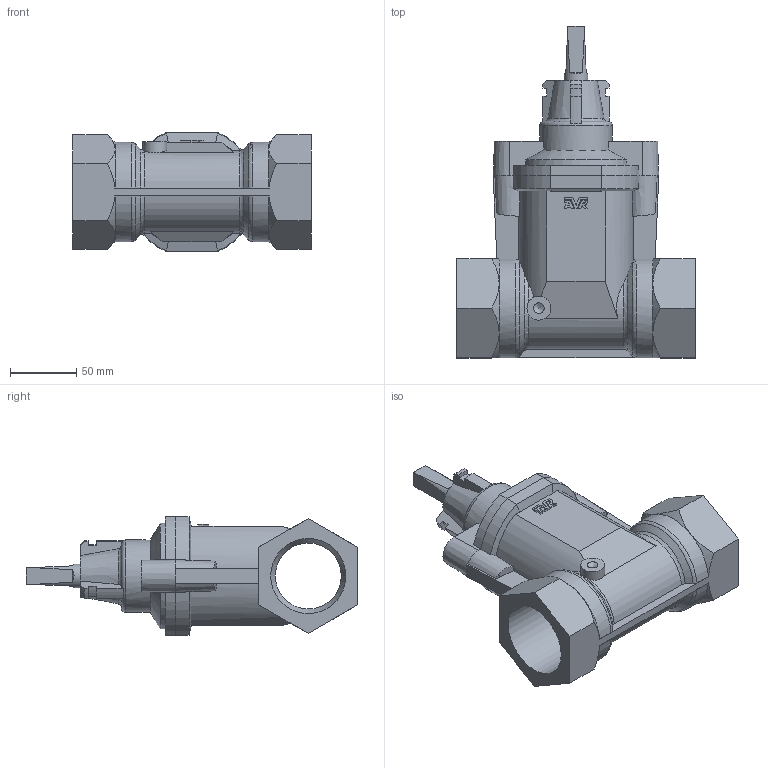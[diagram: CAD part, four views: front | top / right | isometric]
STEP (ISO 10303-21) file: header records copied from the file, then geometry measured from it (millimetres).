
FILE_DESCRIPTION (( 'STEP AP203' ), '1' );
FILE_NAME ('O_03_00_DN063_X0X_AA0.step', '2017-10-16T09:05:24', ( 'Windows User' ), ( 'AVK' ), 'SwSTEP 2.0', 'SolidWorks 2012', '' );
FILE_SCHEMA (( 'CONFIG_CONTROL_DESIGN' ));
Length unit declared in the file: millimetre
Products named in the file (1): O_03_00_DN063_X0X_AA0
Bounding box: 180 x 250.5 x 90 mm (x, y, z)
Volume: 1022755.9 mm3; surface area: 124254.3 mm2
Topology: 1 solids, 1 shells, 204 faces, 556 edges, 359 vertices
Faces by surface type: plane 113, cone 47, cylinder 32, torus 12
Full cylindrical faces by diameter (mm): 18 x2, 49.775 x1, 54.5 x1, 56.7 x2
Entity records: 7064 total; most frequent: CARTESIAN_POINT 2166, ORIENTED_EDGE 1082, DIRECTION 901, EDGE_CURVE 541, VERTEX_POINT 354, AXIS2_PLACEMENT_3D 324, LINE 253, VECTOR 253
